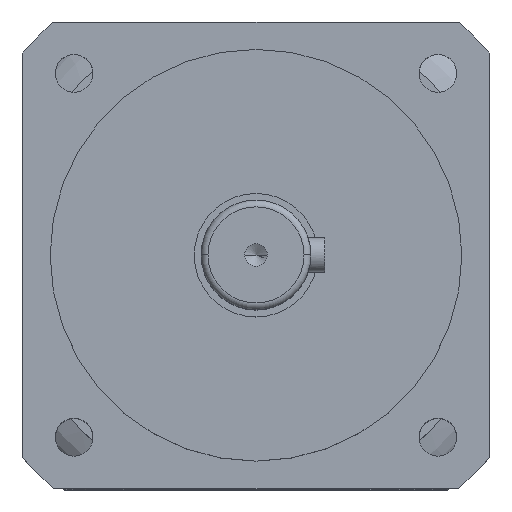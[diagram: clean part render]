
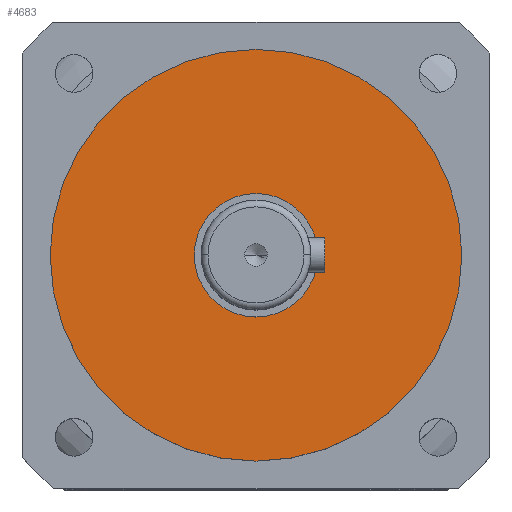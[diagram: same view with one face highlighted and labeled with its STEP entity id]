
A CAD part, top view. The second image highlights one B-rep face of the part: STEP entity #4683.
In plain terms, the highlighted planar face has unit normal (0, 0, 1).
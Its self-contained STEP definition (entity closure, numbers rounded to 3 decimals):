
#348 = EDGE_CURVE ( 'NONE', #3635, #2697, #908, .T. ) ;
#622 = DIRECTION ( 'NONE',  ( 1., 0., 0. ) ) ;
#666 = AXIS2_PLACEMENT_3D ( 'NONE', #1972, #1138, #622 ) ;
#734 = VERTEX_POINT ( 'NONE', #2558 ) ;
#791 = EDGE_CURVE ( 'NONE', #4947, #734, #7013, .T. ) ;
#853 = CARTESIAN_POINT ( 'NONE',  ( 0., 30., -28. ) ) ;
#908 = CIRCLE ( 'NONE', #5501, 9. ) ;
#1138 = DIRECTION ( 'NONE',  ( 0., 0., 1. ) ) ;
#1584 = PLANE ( 'NONE',  #4443 ) ;
#1647 = EDGE_CURVE ( 'NONE', #2697, #3635, #6861, .T. ) ;
#1894 = ORIENTED_EDGE ( 'NONE', *, *, #1647, .F. ) ;
#1972 = CARTESIAN_POINT ( 'NONE',  ( 0., 0., -28. ) ) ;
#2129 = ORIENTED_EDGE ( 'NONE', *, *, #348, .F. ) ;
#2138 = CARTESIAN_POINT ( 'NONE',  ( 0., 0., -28. ) ) ;
#2228 = DIRECTION ( 'NONE',  ( 0., 0., 1. ) ) ;
#2249 = CARTESIAN_POINT ( 'NONE',  ( -9., 0., -28. ) ) ;
#2263 = DIRECTION ( 'NONE',  ( 1., 0., 0. ) ) ;
#2335 = DIRECTION ( 'NONE',  ( 0., 0., -1. ) ) ;
#2558 = CARTESIAN_POINT ( 'NONE',  ( 30., 0., -28. ) ) ;
#2697 = VERTEX_POINT ( 'NONE', #2249 ) ;
#2731 = CARTESIAN_POINT ( 'NONE',  ( 9., 0., -28. ) ) ;
#3635 = VERTEX_POINT ( 'NONE', #2731 ) ;
#4049 = CARTESIAN_POINT ( 'NONE',  ( 0., 0., -28. ) ) ;
#4121 = CARTESIAN_POINT ( 'NONE',  ( 0., 0., -28. ) ) ;
#4443 = AXIS2_PLACEMENT_3D ( 'NONE', #853, #2335, #7474 ) ;
#4641 = AXIS2_PLACEMENT_3D ( 'NONE', #4049, #9129, #4787 ) ;
#4683 = ADVANCED_FACE ( 'NONE', ( #7619, #7389 ), #1584, .F. ) ;
#4787 = DIRECTION ( 'NONE',  ( 1., 0., 0. ) ) ;
#4860 = DIRECTION ( 'NONE',  ( 1., 0., 0. ) ) ;
#4936 = EDGE_LOOP ( 'NONE', ( #2129, #1894 ) ) ;
#4947 = VERTEX_POINT ( 'NONE', #5789 ) ;
#4952 = CIRCLE ( 'NONE', #5444, 30. ) ;
#5444 = AXIS2_PLACEMENT_3D ( 'NONE', #4121, #9198, #4860 ) ;
#5501 = AXIS2_PLACEMENT_3D ( 'NONE', #2138, #2228, #2263 ) ;
#5789 = CARTESIAN_POINT ( 'NONE',  ( -30., 0., -28. ) ) ;
#6861 = CIRCLE ( 'NONE', #4641, 9. ) ;
#7013 = CIRCLE ( 'NONE', #666, 30. ) ;
#7192 = ORIENTED_EDGE ( 'NONE', *, *, #8646, .T. ) ;
#7389 = FACE_OUTER_BOUND ( 'NONE', #8593, .T. ) ;
#7474 = DIRECTION ( 'NONE',  ( -1., 0., 0. ) ) ;
#7619 = FACE_BOUND ( 'NONE', #4936, .T. ) ;
#7627 = ORIENTED_EDGE ( 'NONE', *, *, #791, .T. ) ;
#8593 = EDGE_LOOP ( 'NONE', ( #7192, #7627 ) ) ;
#8646 = EDGE_CURVE ( 'NONE', #734, #4947, #4952, .T. ) ;
#9129 = DIRECTION ( 'NONE',  ( 0., 0., 1. ) ) ;
#9198 = DIRECTION ( 'NONE',  ( 0., 0., 1. ) ) ;
